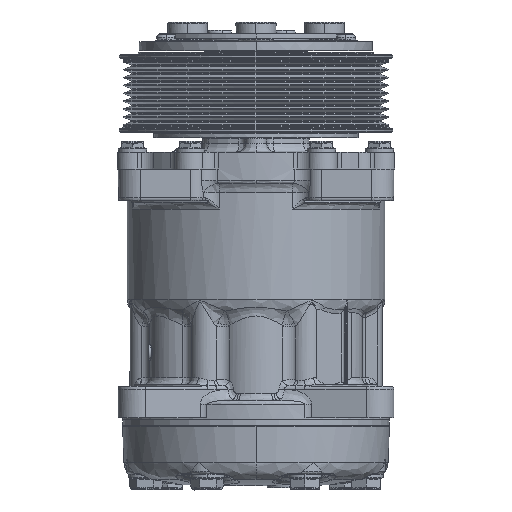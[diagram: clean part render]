
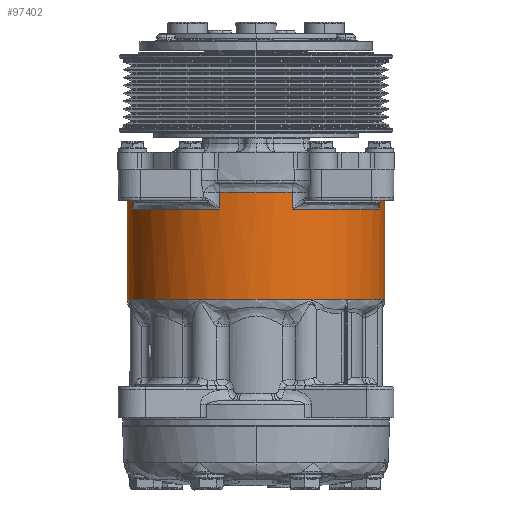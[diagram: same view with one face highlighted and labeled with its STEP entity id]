
A CAD part, front view. The second image highlights one B-rep face of the part: STEP entity #97402.
In plain terms, the highlighted cylindrical face has radius 58 mm (diameter 116 mm), a partial arc.
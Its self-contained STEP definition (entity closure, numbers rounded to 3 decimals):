
#250 = VERTEX_POINT ( 'NONE', #729 ) ;
#254 = EDGE_CURVE ( 'NONE', #329, #250, #730, .T. ) ;
#329 = VERTEX_POINT ( 'NONE', #1367 ) ;
#729 = CARTESIAN_POINT ( 'NONE',  ( 41.011, -41.012, 59.495 ) ) ;
#730 = CIRCLE ( 'NONE', #820, 58. ) ;
#817 = DIRECTION ( 'NONE',  ( 1., 0., 0. ) ) ;
#818 = DIRECTION ( 'NONE',  ( 0., 0., 1. ) ) ;
#820 = AXIS2_PLACEMENT_3D ( 'NONE', #840, #818, #817 ) ;
#840 = CARTESIAN_POINT ( 'NONE',  ( -0.001, 0., 59.495 ) ) ;
#1367 = CARTESIAN_POINT ( 'NONE',  ( -58.001, 0., 59.495 ) ) ;
#9974 = CARTESIAN_POINT ( 'NONE',  ( -58.001, 0., 107.417 ) ) ;
#18499 = CARTESIAN_POINT ( 'NONE',  ( -16.346, -55.649, 99.995 ) ) ;
#20463 = CARTESIAN_POINT ( 'NONE',  ( -16.346, -55.649, 107.417 ) ) ;
#20467 = CARTESIAN_POINT ( 'NONE',  ( 16.344, -55.649, 107.417 ) ) ;
#21086 = CARTESIAN_POINT ( 'NONE',  ( 55.649, -16.345, 107.417 ) ) ;
#21706 = CARTESIAN_POINT ( 'NONE',  ( 16.344, -55.649, 99.995 ) ) ;
#27764 = VERTEX_POINT ( 'NONE', #144316 ) ;
#30115 = VERTEX_POINT ( 'NONE', #145843 ) ;
#33726 = EDGE_CURVE ( 'NONE', #27764, #38788, #155619, .T. ) ;
#38788 = VERTEX_POINT ( 'NONE', #9974 ) ;
#58178 = ORIENTED_EDGE ( 'NONE', *, *, #96743, .T. ) ;
#68551 = VERTEX_POINT ( 'NONE', #111461 ) ;
#71664 = EDGE_CURVE ( 'NONE', #68551, #27764, #117690, .T. ) ;
#76639 = DIRECTION ( 'NONE',  ( 0., 0., 1. ) ) ;
#76640 = VECTOR ( 'NONE', #76639, 1000. ) ;
#76643 = CARTESIAN_POINT ( 'NONE',  ( -58.001, 0., 118.995 ) ) ;
#76644 = LINE ( 'NONE', #76643, #76640 ) ;
#78375 = CARTESIAN_POINT ( 'NONE',  ( 57.999, 0., 107.417 ) ) ;
#78447 = LINE ( 'NONE', #78499, #78644 ) ;
#78499 = CARTESIAN_POINT ( 'NONE',  ( 57.999, 0., 118.995 ) ) ;
#78642 = DIRECTION ( 'NONE',  ( 0., 0., 1. ) ) ;
#78644 = VECTOR ( 'NONE', #78642, 1000. ) ;
#82624 = DIRECTION ( 'NONE',  ( 0., 0., 1. ) ) ;
#82708 = CARTESIAN_POINT ( 'NONE',  ( -0.001, 0., 118.995 ) ) ;
#82772 = FACE_OUTER_BOUND ( 'NONE', #97432, .T. ) ;
#82773 = AXIS2_PLACEMENT_3D ( 'NONE', #82708, #82624, #82842 ) ;
#82787 = DIRECTION ( 'NONE',  ( 0., 0., 1. ) ) ;
#82842 = DIRECTION ( 'NONE',  ( 1., 0., 0. ) ) ;
#82843 = DIRECTION ( 'NONE',  ( 1., 0., 0. ) ) ;
#82844 = AXIS2_PLACEMENT_3D ( 'NONE', #82853, #82787, #82843 ) ;
#82846 = CIRCLE ( 'NONE', #82844, 58. ) ;
#82847 = CYLINDRICAL_SURFACE ( 'NONE', #82773, 58. ) ;
#82853 = CARTESIAN_POINT ( 'NONE',  ( -0.001, 0., 59.495 ) ) ;
#92761 = VERTEX_POINT ( 'NONE', #18499 ) ;
#92935 = VERTEX_POINT ( 'NONE', #21086 ) ;
#92968 = VERTEX_POINT ( 'NONE', #20463 ) ;
#92978 = VERTEX_POINT ( 'NONE', #20467 ) ;
#93024 = VERTEX_POINT ( 'NONE', #21706 ) ;
#93116 = VERTEX_POINT ( 'NONE', #130459 ) ;
#93713 = EDGE_CURVE ( 'NONE', #93024, #92978, #135950, .T. ) ;
#93784 = EDGE_CURVE ( 'NONE', #92978, #92968, #136474, .T. ) ;
#93806 = EDGE_CURVE ( 'NONE', #96723, #92935, #136504, .T. ) ;
#93849 = EDGE_CURVE ( 'NONE', #93116, #93024, #136482, .T. ) ;
#93891 = EDGE_CURVE ( 'NONE', #92935, #93116, #136678, .T. ) ;
#93913 = EDGE_CURVE ( 'NONE', #92761, #68551, #136739, .T. ) ;
#93932 = EDGE_CURVE ( 'NONE', #92968, #92761, #136920, .T. ) ;
#96388 = EDGE_CURVE ( 'NONE', #329, #38788, #76644, .T. ) ;
#96723 = VERTEX_POINT ( 'NONE', #78375 ) ;
#96743 = EDGE_CURVE ( 'NONE', #30115, #96723, #78447, .T. ) ;
#97345 = ORIENTED_EDGE ( 'NONE', *, *, #97401, .T. ) ;
#97401 = EDGE_CURVE ( 'NONE', #250, #30115, #82846, .T. ) ;
#97402 = ADVANCED_FACE ( 'NONE', ( #82772 ), #82847, .T. ) ;
#97404 = ORIENTED_EDGE ( 'NONE', *, *, #254, .T. ) ;
#97428 = ORIENTED_EDGE ( 'NONE', *, *, #93784, .T. ) ;
#97432 = EDGE_LOOP ( 'NONE', ( #97434, #97404, #97345, #58178, #97658, #97696, #97677, #97526, #97428, #97492, #97470, #97755, #97532 ) ) ;
#97434 = ORIENTED_EDGE ( 'NONE', *, *, #96388, .F. ) ;
#97470 = ORIENTED_EDGE ( 'NONE', *, *, #93913, .T. ) ;
#97492 = ORIENTED_EDGE ( 'NONE', *, *, #93932, .T. ) ;
#97526 = ORIENTED_EDGE ( 'NONE', *, *, #93713, .T. ) ;
#97532 = ORIENTED_EDGE ( 'NONE', *, *, #33726, .T. ) ;
#97658 = ORIENTED_EDGE ( 'NONE', *, *, #93806, .T. ) ;
#97677 = ORIENTED_EDGE ( 'NONE', *, *, #93849, .T. ) ;
#97696 = ORIENTED_EDGE ( 'NONE', *, *, #93891, .T. ) ;
#97755 = ORIENTED_EDGE ( 'NONE', *, *, #71664, .T. ) ;
#111461 = CARTESIAN_POINT ( 'NONE',  ( -55.65, -16.345, 99.995 ) ) ;
#117602 = DIRECTION ( 'NONE',  ( 0., 0., 1. ) ) ;
#117604 = VECTOR ( 'NONE', #117602, 1000. ) ;
#117688 = CARTESIAN_POINT ( 'NONE',  ( -55.65, -16.345, 118.995 ) ) ;
#117690 = LINE ( 'NONE', #117688, #117604 ) ;
#130459 = CARTESIAN_POINT ( 'NONE',  ( 55.649, -16.345, 99.995 ) ) ;
#135945 = DIRECTION ( 'NONE',  ( 0., 0., 1. ) ) ;
#135948 = VECTOR ( 'NONE', #135945, 1000. ) ;
#135949 = CARTESIAN_POINT ( 'NONE',  ( 16.344, -55.649, 118.995 ) ) ;
#135950 = LINE ( 'NONE', #135949, #135948 ) ;
#136454 = AXIS2_PLACEMENT_3D ( 'NONE', #136487, #136486, #136485 ) ;
#136460 = DIRECTION ( 'NONE',  ( 1., 0., 0. ) ) ;
#136461 = DIRECTION ( 'NONE',  ( 0., 0., -1. ) ) ;
#136462 = CARTESIAN_POINT ( 'NONE',  ( -0.001, 0., 107.417 ) ) ;
#136464 = AXIS2_PLACEMENT_3D ( 'NONE', #136462, #136461, #136460 ) ;
#136474 = CIRCLE ( 'NONE', #136464, 58. ) ;
#136482 = CIRCLE ( 'NONE', #136564, 58. ) ;
#136485 = DIRECTION ( 'NONE',  ( 1., 0., 0. ) ) ;
#136486 = DIRECTION ( 'NONE',  ( 0., 0., -1. ) ) ;
#136487 = CARTESIAN_POINT ( 'NONE',  ( -0.001, 0., 107.417 ) ) ;
#136488 = CARTESIAN_POINT ( 'NONE',  ( -0.001, 0., 99.995 ) ) ;
#136504 = CIRCLE ( 'NONE', #136454, 58. ) ;
#136562 = DIRECTION ( 'NONE',  ( 1., 0., 0. ) ) ;
#136563 = DIRECTION ( 'NONE',  ( 0., 0., -1. ) ) ;
#136564 = AXIS2_PLACEMENT_3D ( 'NONE', #136488, #136563, #136562 ) ;
#136575 = CARTESIAN_POINT ( 'NONE',  ( 55.649, -16.345, 118.995 ) ) ;
#136666 = DIRECTION ( 'NONE',  ( 0., 0., -1. ) ) ;
#136667 = VECTOR ( 'NONE', #136666, 1000. ) ;
#136678 = LINE ( 'NONE', #136575, #136667 ) ;
#136739 = CIRCLE ( 'NONE', #136815, 58. ) ;
#136800 = DIRECTION ( 'NONE',  ( 1., 0., 0. ) ) ;
#136802 = DIRECTION ( 'NONE',  ( 0., 0., -1. ) ) ;
#136803 = CARTESIAN_POINT ( 'NONE',  ( -0.001, 0., 99.995 ) ) ;
#136815 = AXIS2_PLACEMENT_3D ( 'NONE', #136803, #136802, #136800 ) ;
#136907 = DIRECTION ( 'NONE',  ( 0., 0., -1. ) ) ;
#136908 = VECTOR ( 'NONE', #136907, 1000. ) ;
#136919 = CARTESIAN_POINT ( 'NONE',  ( -16.346, -55.649, 118.995 ) ) ;
#136920 = LINE ( 'NONE', #136919, #136908 ) ;
#144316 = CARTESIAN_POINT ( 'NONE',  ( -55.65, -16.345, 107.417 ) ) ;
#145843 = CARTESIAN_POINT ( 'NONE',  ( 57.999, 0., 59.495 ) ) ;
#155609 = AXIS2_PLACEMENT_3D ( 'NONE', #155726, #155770, #155768 ) ;
#155619 = CIRCLE ( 'NONE', #155609, 58. ) ;
#155726 = CARTESIAN_POINT ( 'NONE',  ( -0.001, 0., 107.417 ) ) ;
#155768 = DIRECTION ( 'NONE',  ( 1., 0., 0. ) ) ;
#155770 = DIRECTION ( 'NONE',  ( 0., 0., -1. ) ) ;
